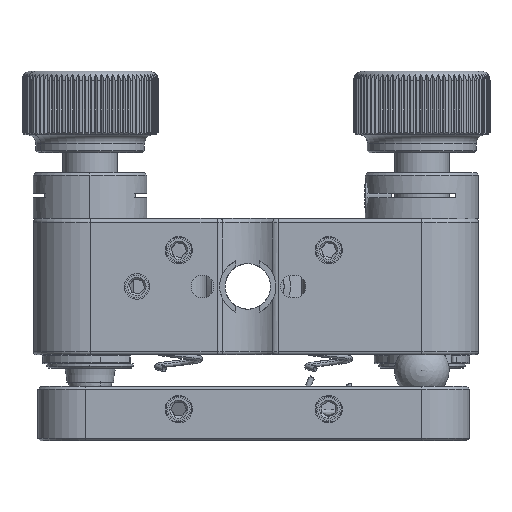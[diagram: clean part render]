
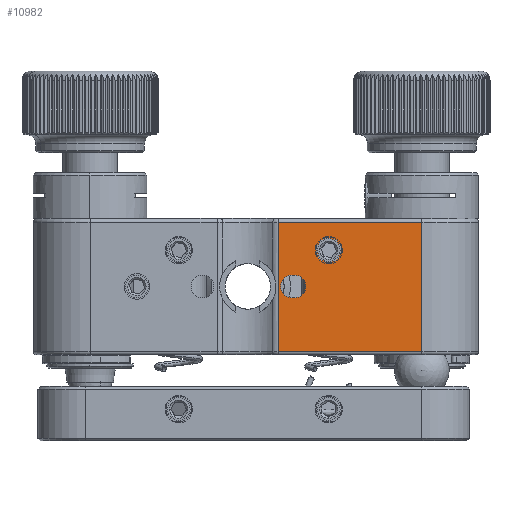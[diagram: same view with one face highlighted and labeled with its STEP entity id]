
A CAD part, front view. The second image highlights one B-rep face of the part: STEP entity #10982.
In plain terms, the highlighted planar face has unit normal (0, -1, 0).
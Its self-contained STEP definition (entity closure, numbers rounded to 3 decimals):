
#641 = LINE ( 'NONE', #27484, #42084 ) ;
#3214 = ORIENTED_EDGE ( 'NONE', *, *, #45205, .F. ) ;
#3665 = CARTESIAN_POINT ( 'NONE',  ( 4.225, -24.5, 0. ) ) ;
#3839 = EDGE_CURVE ( 'NONE', #28436, #23210, #641, .T. ) ;
#3928 = DIRECTION ( 'NONE',  ( 0., 1., 0. ) ) ;
#3940 = DIRECTION ( 'NONE',  ( 0., 0., -1. ) ) ;
#5059 = ORIENTED_EDGE ( 'NONE', *, *, #21542, .T. ) ;
#5506 = ORIENTED_EDGE ( 'NONE', *, *, #29155, .T. ) ;
#6565 = VECTOR ( 'NONE', #25445, 1000. ) ;
#6824 = VECTOR ( 'NONE', #44005, 1000. ) ;
#6884 = FACE_OUTER_BOUND ( 'NONE', #47523, .T. ) ;
#6904 = VERTEX_POINT ( 'NONE', #13045 ) ;
#8038 = CARTESIAN_POINT ( 'NONE',  ( -24.5, -24.5, 7.5 ) ) ;
#8291 = AXIS2_PLACEMENT_3D ( 'NONE', #8038, #3928, #21954 ) ;
#8307 = ORIENTED_EDGE ( 'NONE', *, *, #49372, .T. ) ;
#8742 = CARTESIAN_POINT ( 'NONE',  ( 8., -24.5, 5.25 ) ) ;
#8752 = DIRECTION ( 'NONE',  ( 0., 1., 0. ) ) ;
#9391 = CARTESIAN_POINT ( 'NONE',  ( 18.25, -24.5, 7.5 ) ) ;
#10530 = VERTEX_POINT ( 'NONE', #10906 ) ;
#10906 = CARTESIAN_POINT ( 'NONE',  ( 4.225, -24.5, -1.25 ) ) ;
#10982 = ADVANCED_FACE ( 'NONE', ( #48027, #6884, #51912 ), #52809, .F. ) ;
#11219 = ORIENTED_EDGE ( 'NONE', *, *, #44546, .F. ) ;
#11940 = VERTEX_POINT ( 'NONE', #46507 ) ;
#12462 = CARTESIAN_POINT ( 'NONE',  ( 2.476, -24.5, -7.2 ) ) ;
#12862 = CARTESIAN_POINT ( 'NONE',  ( 18.25, -24.5, -7.2 ) ) ;
#13045 = CARTESIAN_POINT ( 'NONE',  ( 5.475, -24.5, 0. ) ) ;
#13050 = AXIS2_PLACEMENT_3D ( 'NONE', #27115, #46088, #54715 ) ;
#13366 = LINE ( 'NONE', #30874, #20656 ) ;
#13507 = EDGE_CURVE ( 'NONE', #23348, #6904, #54877, .T. ) ;
#14698 = VERTEX_POINT ( 'NONE', #8742 ) ;
#15077 = DIRECTION ( 'NONE',  ( 0., 1., 0. ) ) ;
#16207 = CARTESIAN_POINT ( 'NONE',  ( 3.975, -24.5, -1.25 ) ) ;
#17790 = VERTEX_POINT ( 'NONE', #53446 ) ;
#18432 = CARTESIAN_POINT ( 'NONE',  ( 2.476, -24.5, 7. ) ) ;
#18542 = EDGE_LOOP ( 'NONE', ( #3214, #11219 ) ) ;
#19633 = CARTESIAN_POINT ( 'NONE',  ( 8., -24.5, 4. ) ) ;
#19638 = CIRCLE ( 'NONE', #27153, 1.25 ) ;
#19830 = DIRECTION ( 'NONE',  ( 0., 0., -1. ) ) ;
#19903 = AXIS2_PLACEMENT_3D ( 'NONE', #50954, #15077, #19830 ) ;
#20656 = VECTOR ( 'NONE', #31776, 1000. ) ;
#20671 = LINE ( 'NONE', #16207, #29137 ) ;
#21542 = EDGE_CURVE ( 'NONE', #57748, #28436, #48245, .T. ) ;
#21657 = EDGE_CURVE ( 'NONE', #23210, #17790, #32466, .T. ) ;
#21954 = DIRECTION ( 'NONE',  ( 0., 0., 1. ) ) ;
#22582 = DIRECTION ( 'NONE',  ( 0., 1., 0. ) ) ;
#23210 = VERTEX_POINT ( 'NONE', #12862 ) ;
#23288 = ORIENTED_EDGE ( 'NONE', *, *, #21657, .T. ) ;
#23348 = VERTEX_POINT ( 'NONE', #30262 ) ;
#24319 = DIRECTION ( 'NONE',  ( 0., -1., 0. ) ) ;
#24370 = CIRCLE ( 'NONE', #13050, 1.25 ) ;
#25445 = DIRECTION ( 'NONE',  ( 0., 0., -1. ) ) ;
#25477 = EDGE_CURVE ( 'NONE', #17790, #57748, #25892, .T. ) ;
#25892 = LINE ( 'NONE', #57672, #6824 ) ;
#27107 = DIRECTION ( 'NONE',  ( 0., 0., -1. ) ) ;
#27115 = CARTESIAN_POINT ( 'NONE',  ( 8., -24.5, 4. ) ) ;
#27153 = AXIS2_PLACEMENT_3D ( 'NONE', #19633, #24319, #42442 ) ;
#27419 = DIRECTION ( 'NONE',  ( 0., 0., 1. ) ) ;
#27484 = CARTESIAN_POINT ( 'NONE',  ( -24.5, -24.5, -7.2 ) ) ;
#28391 = VERTEX_POINT ( 'NONE', #51888 ) ;
#28436 = VERTEX_POINT ( 'NONE', #12462 ) ;
#29137 = VECTOR ( 'NONE', #36239, 1000. ) ;
#29155 = EDGE_CURVE ( 'NONE', #11940, #28391, #56485, .T. ) ;
#29876 = EDGE_CURVE ( 'NONE', #28391, #23348, #13366, .T. ) ;
#29903 = EDGE_CURVE ( 'NONE', #6904, #10530, #55678, .T. ) ;
#30262 = CARTESIAN_POINT ( 'NONE',  ( 4.225, -24.5, 1.25 ) ) ;
#30874 = CARTESIAN_POINT ( 'NONE',  ( 3.975, -24.5, 1.25 ) ) ;
#31776 = DIRECTION ( 'NONE',  ( 1., 0., 0. ) ) ;
#32466 = LINE ( 'NONE', #9391, #52921 ) ;
#36239 = DIRECTION ( 'NONE',  ( -1., 0., 0. ) ) ;
#37193 = EDGE_LOOP ( 'NONE', ( #5506, #42517, #41955, #49065, #8307 ) ) ;
#41272 = ORIENTED_EDGE ( 'NONE', *, *, #25477, .T. ) ;
#41955 = ORIENTED_EDGE ( 'NONE', *, *, #13507, .T. ) ;
#42084 = VECTOR ( 'NONE', #50626, 1000. ) ;
#42442 = DIRECTION ( 'NONE',  ( 0., 0., -1. ) ) ;
#42517 = ORIENTED_EDGE ( 'NONE', *, *, #29876, .T. ) ;
#43096 = VERTEX_POINT ( 'NONE', #47318 ) ;
#43279 = CARTESIAN_POINT ( 'NONE',  ( 2.476, -24.5, 7.5 ) ) ;
#44005 = DIRECTION ( 'NONE',  ( -1., 0., 0. ) ) ;
#44546 = EDGE_CURVE ( 'NONE', #14698, #43096, #24370, .T. ) ;
#45205 = EDGE_CURVE ( 'NONE', #43096, #14698, #19638, .T. ) ;
#45779 = ORIENTED_EDGE ( 'NONE', *, *, #3839, .T. ) ;
#46088 = DIRECTION ( 'NONE',  ( 0., -1., 0. ) ) ;
#46507 = CARTESIAN_POINT ( 'NONE',  ( 3.975, -24.5, -1.25 ) ) ;
#47128 = AXIS2_PLACEMENT_3D ( 'NONE', #3665, #22582, #3940 ) ;
#47318 = CARTESIAN_POINT ( 'NONE',  ( 8., -24.5, 2.75 ) ) ;
#47523 = EDGE_LOOP ( 'NONE', ( #5059, #45779, #23288, #41272 ) ) ;
#48027 = FACE_BOUND ( 'NONE', #18542, .T. ) ;
#48245 = LINE ( 'NONE', #43279, #6565 ) ;
#49065 = ORIENTED_EDGE ( 'NONE', *, *, #29903, .T. ) ;
#49372 = EDGE_CURVE ( 'NONE', #10530, #11940, #20671, .T. ) ;
#50626 = DIRECTION ( 'NONE',  ( 1., 0., 0. ) ) ;
#50954 = CARTESIAN_POINT ( 'NONE',  ( 4.225, -24.5, 0. ) ) ;
#51888 = CARTESIAN_POINT ( 'NONE',  ( 3.975, -24.5, 1.25 ) ) ;
#51912 = FACE_BOUND ( 'NONE', #37193, .T. ) ;
#52697 = AXIS2_PLACEMENT_3D ( 'NONE', #54116, #8752, #27107 ) ;
#52809 = PLANE ( 'NONE',  #8291 ) ;
#52921 = VECTOR ( 'NONE', #27419, 1000. ) ;
#53446 = CARTESIAN_POINT ( 'NONE',  ( 18.25, -24.5, 7. ) ) ;
#54116 = CARTESIAN_POINT ( 'NONE',  ( 3.975, -24.5, 0. ) ) ;
#54715 = DIRECTION ( 'NONE',  ( 0., 0., -1. ) ) ;
#54877 = CIRCLE ( 'NONE', #19903, 1.25 ) ;
#55678 = CIRCLE ( 'NONE', #47128, 1.25 ) ;
#56485 = CIRCLE ( 'NONE', #52697, 1.25 ) ;
#57672 = CARTESIAN_POINT ( 'NONE',  ( 2.476, -24.5, 7. ) ) ;
#57748 = VERTEX_POINT ( 'NONE', #18432 ) ;
